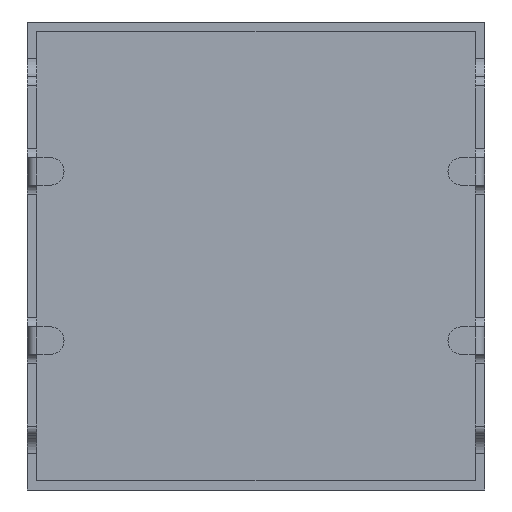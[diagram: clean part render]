
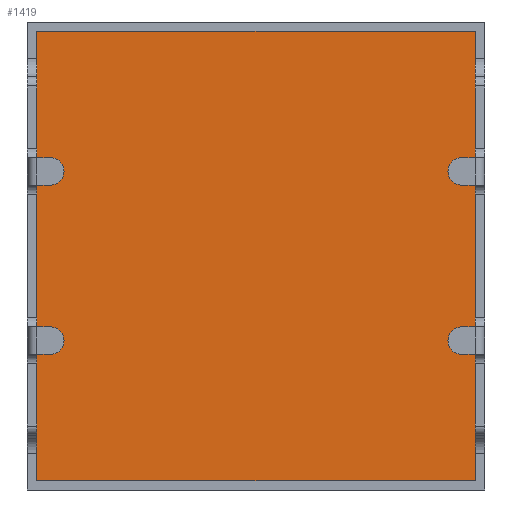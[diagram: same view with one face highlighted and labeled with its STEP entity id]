
A CAD part, front view. The second image highlights one B-rep face of the part: STEP entity #1419.
In plain terms, the highlighted planar face has unit normal (0, -1, 0).
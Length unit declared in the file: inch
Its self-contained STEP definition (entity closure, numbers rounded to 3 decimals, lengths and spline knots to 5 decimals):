
#173=FACE_OUTER_BOUND($,#253,.T.);
#253=EDGE_LOOP($,(#1250,#1251,#1252,#1253));
#362=LINE($,#2279,#508);
#384=LINE($,#2337,#530);
#400=LINE($,#2380,#546);
#402=LINE($,#2383,#548);
#508=VECTOR($,#1841,0.492);
#530=VECTOR($,#1905,0.492);
#546=VECTOR($,#1947,0.48);
#548=VECTOR($,#1951,0.48);
#665=VERTEX_POINT($,#2276);
#666=VERTEX_POINT($,#2278);
#680=VERTEX_POINT($,#2334);
#681=VERTEX_POINT($,#2336);
#836=EDGE_CURVE($,#666,#665,#362,.T.);
#865=EDGE_CURVE($,#681,#680,#384,.T.);
#888=EDGE_CURVE($,#680,#666,#400,.T.);
#890=EDGE_CURVE($,#665,#681,#402,.T.);
#1250=ORIENTED_EDGE($,*,*,#865,.T.);
#1251=ORIENTED_EDGE($,*,*,#888,.T.);
#1252=ORIENTED_EDGE($,*,*,#836,.T.);
#1253=ORIENTED_EDGE($,*,*,#890,.T.);
#1348=PLANE($,#1557);
#1419=ADVANCED_FACE($,(#173),#1348,.F.);
#1557=AXIS2_PLACEMENT_3D($,#2384,#1952,#1953);
#1841=DIRECTION($,(0.,0.,1.));
#1905=DIRECTION($,(0.,0.,-1.));
#1947=DIRECTION($,(1.,0.,0.));
#1951=DIRECTION($,(-1.,0.,0.));
#1952=DIRECTION('center_axis',(0.,1.,0.));
#1953=DIRECTION('ref_axis',(0.,0.,1.));
#2276=CARTESIAN_POINT('',(0.24,0.504,0.246));
#2278=CARTESIAN_POINT('',(0.24,0.504,-0.246));
#2279=CARTESIAN_POINT($,(0.24,0.504,0.246));
#2334=CARTESIAN_POINT('',(-0.24,0.504,-0.246));
#2336=CARTESIAN_POINT('',(-0.24,0.504,0.246));
#2337=CARTESIAN_POINT($,(-0.24,0.504,-0.246));
#2380=CARTESIAN_POINT($,(0.24,0.504,-0.246));
#2383=CARTESIAN_POINT($,(-0.24,0.504,0.246));
#2384=CARTESIAN_POINT('Origin',(0.,0.504,0.));
